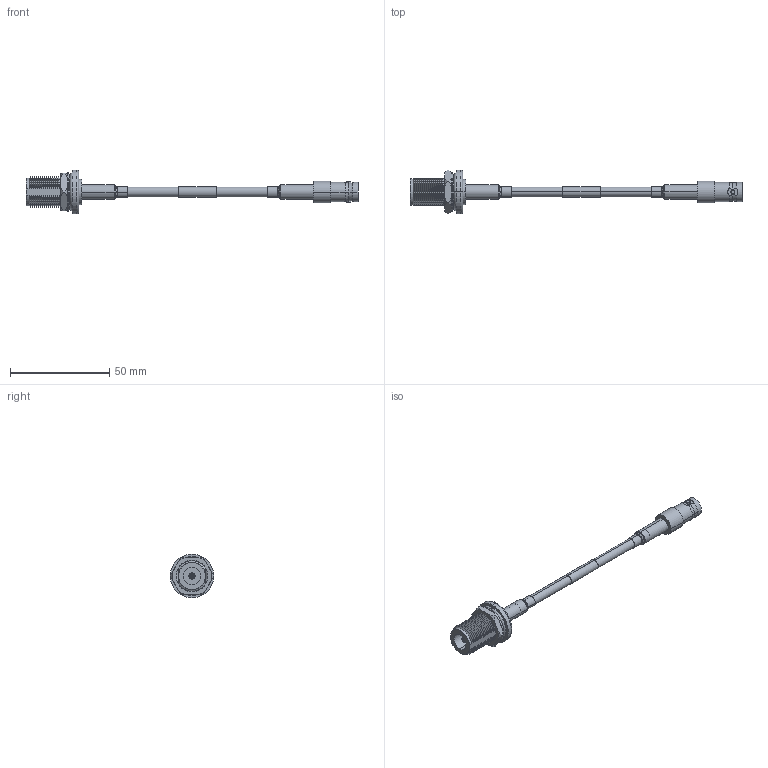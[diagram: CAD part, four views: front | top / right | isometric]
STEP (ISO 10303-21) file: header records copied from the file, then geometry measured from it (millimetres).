
FILE_DESCRIPTION (( 'STEP AP203' ), '1' );
FILE_NAME ('LCCA30689.STEP', '2020-09-25T05:18:40', ( '' ), ( '' ), 'SwSTEP 2.0', 'SolidWorks 2018', '' );
FILE_SCHEMA (( 'CONFIG_CONTROL_DESIGN' ));
Length unit declared in the file: inch
Products named in the file (15): ANF-3700-MA2; ANF-3700-MA1; Part3^LCCA30689; 3AA03-013; BAC515; ANF-3700; BAC515-MA3; LCCA30689; ANF-3700-MA4; 3AA02-017; ANF-3700-MA3; CA-195R-MA1_.195"x1"; BAC515-MA2; RG58C-PROD; BAC515-MA1
Assembly tree (15 placements, depth 3):
  LCCA30689
    RG58C-PROD
    Part3^LCCA30689
    ANF-3700
      ANF-3700-MA1
      ANF-3700-MA3
      3AA03-013
      3AA02-017
      ANF-3700-MA4
      ANF-3700-MA2
    CA-195R-MA1_.195"x1"  x2
    BAC515
      BAC515-MA2
      BAC515-MA1
      BAC515-MA3
Bounding box: 167.17 x 22 x 22 mm (x, y, z)
Volume: 8606.7 mm3; surface area: 12178.8 mm2
Topology: 13 solids, 13 shells, 531 faces, 1383 edges, 895 vertices
Faces by surface type: cylinder 209, cone 165, plane 127, torus 30
Entity records: 18379 total; most frequent: CARTESIAN_POINT 4055, DIRECTION 2740, ORIENTED_EDGE 2678, EDGE_CURVE 1339, AXIS2_PLACEMENT_3D 1132, VERTEX_POINT 871, CIRCLE 603, EDGE_LOOP 550
